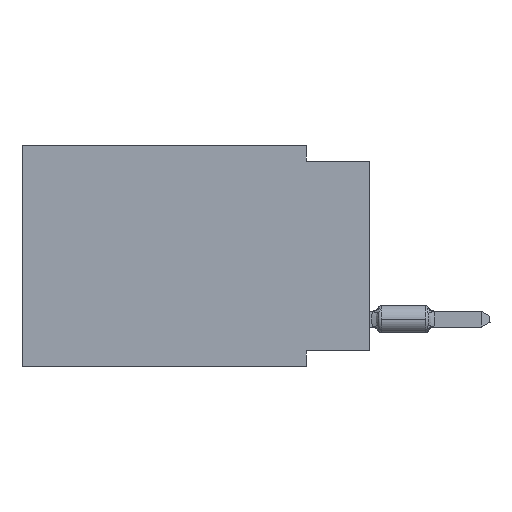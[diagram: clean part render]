
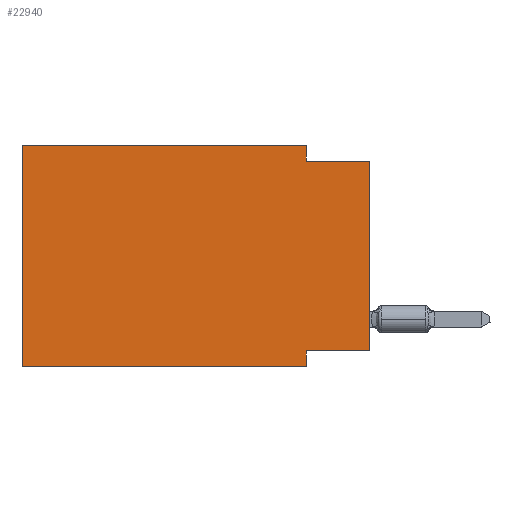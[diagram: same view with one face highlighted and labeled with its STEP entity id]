
A CAD part, left-side view. The second image highlights one B-rep face of the part: STEP entity #22940.
In plain terms, the highlighted planar face has unit normal (-1, 0, 0).
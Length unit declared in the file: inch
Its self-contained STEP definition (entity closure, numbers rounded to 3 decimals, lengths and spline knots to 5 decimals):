
#862 = EDGE_CURVE ( 'NONE', #63859, #4768, #53103, .T. ) ;
#3119 = VERTEX_POINT ( 'NONE', #35241 ) ;
#3272 = VERTEX_POINT ( 'NONE', #15235 ) ;
#4287 = LINE ( 'NONE', #4998, #37953 ) ;
#4768 = VERTEX_POINT ( 'NONE', #9901 ) ;
#4998 = CARTESIAN_POINT ( 'NONE',  ( 0., 0., 0. ) ) ;
#6097 = VECTOR ( 'NONE', #19811, 39.37008 ) ;
#6256 = EDGE_LOOP ( 'NONE', ( #59273, #12430, #60696, #10256, #24294, #29595, #24583, #45932 ) ) ;
#7631 = LINE ( 'NONE', #22359, #53304 ) ;
#7813 = EDGE_CURVE ( 'NONE', #14842, #62342, #16707, .T. ) ;
#8123 = EDGE_CURVE ( 'NONE', #14842, #3119, #24045, .T. ) ;
#8851 = CARTESIAN_POINT ( 'NONE',  ( 0., 0.1, -0.35 ) ) ;
#9802 = DIRECTION ( 'NONE',  ( 0., -1., 0. ) ) ;
#9901 = CARTESIAN_POINT ( 'NONE',  ( 0., 0., -0.025 ) ) ;
#10256 = ORIENTED_EDGE ( 'NONE', *, *, #18981, .F. ) ;
#11104 = CARTESIAN_POINT ( 'NONE',  ( 0., 0.55, 0. ) ) ;
#11237 = VECTOR ( 'NONE', #23693, 39.37008 ) ;
#11708 = EDGE_CURVE ( 'NONE', #22526, #4768, #4287, .T. ) ;
#12430 = ORIENTED_EDGE ( 'NONE', *, *, #862, .F. ) ;
#14041 = EDGE_CURVE ( 'NONE', #65545, #62342, #53243, .T. ) ;
#14842 = VERTEX_POINT ( 'NONE', #51187 ) ;
#15235 = CARTESIAN_POINT ( 'NONE',  ( 0., 0.1, 0. ) ) ;
#16707 = LINE ( 'NONE', #36452, #31760 ) ;
#17746 = FACE_OUTER_BOUND ( 'NONE', #6256, .T. ) ;
#18981 = EDGE_CURVE ( 'NONE', #3119, #3272, #28952, .T. ) ;
#19289 = AXIS2_PLACEMENT_3D ( 'NONE', #11104, #60520, #33879 ) ;
#19811 = DIRECTION ( 'NONE',  ( 0., 0., 1. ) ) ;
#20857 = CARTESIAN_POINT ( 'NONE',  ( 0., 0., -0.025 ) ) ;
#22053 = CARTESIAN_POINT ( 'NONE',  ( 0., 0., -0.325 ) ) ;
#22359 = CARTESIAN_POINT ( 'NONE',  ( 0., 0., -0.325 ) ) ;
#22526 = VERTEX_POINT ( 'NONE', #22053 ) ;
#22940 = ADVANCED_FACE ( 'NONE', ( #17746 ), #39139, .F. ) ;
#23693 = DIRECTION ( 'NONE',  ( 0., -1., 0. ) ) ;
#24045 = LINE ( 'NONE', #67145, #6097 ) ;
#24294 = ORIENTED_EDGE ( 'NONE', *, *, #8123, .F. ) ;
#24583 = ORIENTED_EDGE ( 'NONE', *, *, #14041, .F. ) ;
#28952 = LINE ( 'NONE', #34220, #11237 ) ;
#29023 = EDGE_CURVE ( 'NONE', #22526, #65545, #7631, .T. ) ;
#29595 = ORIENTED_EDGE ( 'NONE', *, *, #7813, .T. ) ;
#29622 = CARTESIAN_POINT ( 'NONE',  ( 0., 0.1, 0. ) ) ;
#31760 = VECTOR ( 'NONE', #9802, 39.37008 ) ;
#33879 = DIRECTION ( 'NONE',  ( 0., 0., -1. ) ) ;
#34220 = CARTESIAN_POINT ( 'NONE',  ( 0., 0.55, 0. ) ) ;
#35241 = CARTESIAN_POINT ( 'NONE',  ( 0., 0.55, 0. ) ) ;
#36452 = CARTESIAN_POINT ( 'NONE',  ( 0., 0.55, -0.35 ) ) ;
#36541 = DIRECTION ( 'NONE',  ( 0., 0., 1. ) ) ;
#37953 = VECTOR ( 'NONE', #36541, 39.37008 ) ;
#38144 = DIRECTION ( 'NONE',  ( 0., 1., 0. ) ) ;
#39139 = PLANE ( 'NONE',  #19289 ) ;
#39799 = EDGE_CURVE ( 'NONE', #3272, #63859, #61858, .T. ) ;
#45932 = ORIENTED_EDGE ( 'NONE', *, *, #29023, .F. ) ;
#47976 = CARTESIAN_POINT ( 'NONE',  ( 0., 0.1, -0.35 ) ) ;
#49301 = VECTOR ( 'NONE', #69361, 39.37008 ) ;
#51187 = CARTESIAN_POINT ( 'NONE',  ( 0., 0.55, -0.35 ) ) ;
#52413 = CARTESIAN_POINT ( 'NONE',  ( 0., 0.1, -0.325 ) ) ;
#53103 = LINE ( 'NONE', #20857, #62043 ) ;
#53243 = LINE ( 'NONE', #47976, #49301 ) ;
#53304 = VECTOR ( 'NONE', #38144, 39.37008 ) ;
#55581 = DIRECTION ( 'NONE',  ( 0., 0., -1. ) ) ;
#59273 = ORIENTED_EDGE ( 'NONE', *, *, #11708, .T. ) ;
#60360 = CARTESIAN_POINT ( 'NONE',  ( 0., 0.1, -0.025 ) ) ;
#60520 = DIRECTION ( 'NONE',  ( 1., 0., 0. ) ) ;
#60696 = ORIENTED_EDGE ( 'NONE', *, *, #39799, .F. ) ;
#61858 = LINE ( 'NONE', #29622, #64490 ) ;
#62043 = VECTOR ( 'NONE', #62914, 39.37008 ) ;
#62342 = VERTEX_POINT ( 'NONE', #8851 ) ;
#62914 = DIRECTION ( 'NONE',  ( 0., -1., 0. ) ) ;
#63859 = VERTEX_POINT ( 'NONE', #60360 ) ;
#64490 = VECTOR ( 'NONE', #55581, 39.37008 ) ;
#65545 = VERTEX_POINT ( 'NONE', #52413 ) ;
#67145 = CARTESIAN_POINT ( 'NONE',  ( 0., 0.55, 0. ) ) ;
#69361 = DIRECTION ( 'NONE',  ( 0., 0., -1. ) ) ;
